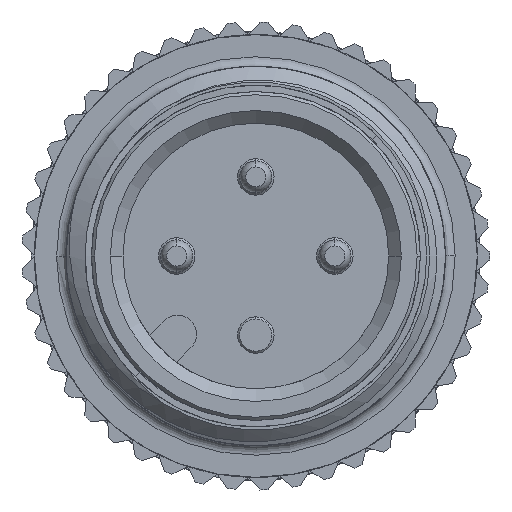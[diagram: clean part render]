
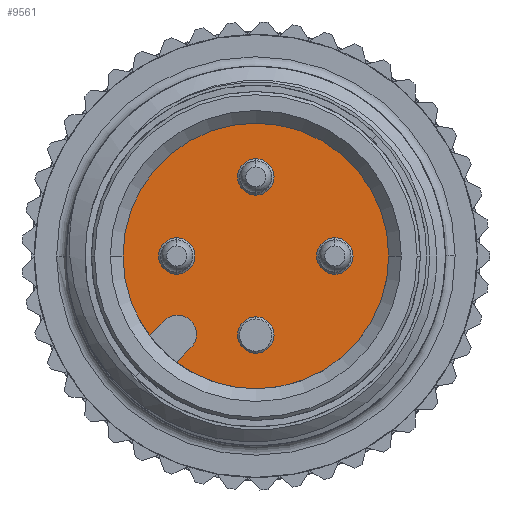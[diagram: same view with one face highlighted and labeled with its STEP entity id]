
A CAD part, front view. The second image highlights one B-rep face of the part: STEP entity #9561.
In plain terms, the highlighted face is planar.
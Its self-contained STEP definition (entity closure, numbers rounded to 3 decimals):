
#838=DIRECTION('',(-0.707,0.,0.707));
#839=VECTOR('',#838,0.657);
#840=CARTESIAN_POINT('',(2.515,-7.8,-3.364));
#841=LINE('',#840,#839);
#842=CARTESIAN_POINT('',(2.475,-7.8,-2.475));
#843=DIRECTION('',(0.,1.,0.));
#844=DIRECTION('',(-0.707,0.,-0.707));
#845=AXIS2_PLACEMENT_3D('',#842,#843,#844);
#847=DIRECTION('',(0.707,0.,-0.707));
#848=VECTOR('',#847,0.657);
#849=CARTESIAN_POINT('',(2.899,-7.8,-2.051));
#850=LINE('',#849,#848);
#851=CARTESIAN_POINT('',(0.,-7.8,0.));
#852=DIRECTION('',(0.,-1.,0.));
#853=DIRECTION('',(0.801,0.,-0.599));
#854=AXIS2_PLACEMENT_3D('',#851,#852,#853);
#856=CARTESIAN_POINT('',(0.,-7.8,0.));
#857=DIRECTION('',(0.,-1.,0.));
#858=DIRECTION('',(1.,0.,0.));
#859=AXIS2_PLACEMENT_3D('',#856,#857,#858);
#861=CARTESIAN_POINT('',(0.,-7.8,0.));
#862=DIRECTION('',(0.,-1.,0.));
#863=DIRECTION('',(-1.,0.,0.));
#864=AXIS2_PLACEMENT_3D('',#861,#862,#863);
#866=CARTESIAN_POINT('',(0.,-7.8,2.5));
#867=DIRECTION('',(0.,1.,0.));
#868=DIRECTION('',(0.,0.,-1.));
#869=AXIS2_PLACEMENT_3D('',#866,#867,#868);
#871=CARTESIAN_POINT('',(0.,-7.8,2.5));
#872=DIRECTION('',(0.,1.,0.));
#873=DIRECTION('',(0.,0.,1.));
#874=AXIS2_PLACEMENT_3D('',#871,#872,#873);
#876=CARTESIAN_POINT('',(-2.5,-7.8,0.));
#877=DIRECTION('',(0.,1.,0.));
#878=DIRECTION('',(0.,0.,-1.));
#879=AXIS2_PLACEMENT_3D('',#876,#877,#878);
#881=CARTESIAN_POINT('',(-2.5,-7.8,0.));
#882=DIRECTION('',(0.,1.,0.));
#883=DIRECTION('',(0.,0.,1.));
#884=AXIS2_PLACEMENT_3D('',#881,#882,#883);
#886=CARTESIAN_POINT('',(2.5,-7.8,0.));
#887=DIRECTION('',(0.,1.,0.));
#888=DIRECTION('',(0.,0.,-1.));
#889=AXIS2_PLACEMENT_3D('',#886,#887,#888);
#891=CARTESIAN_POINT('',(2.5,-7.8,0.));
#892=DIRECTION('',(0.,1.,0.));
#893=DIRECTION('',(0.,0.,1.));
#894=AXIS2_PLACEMENT_3D('',#891,#892,#893);
#896=CARTESIAN_POINT('',(0.,-7.8,-2.5));
#897=DIRECTION('',(0.,1.,0.));
#898=DIRECTION('',(0.,0.,-1.));
#899=AXIS2_PLACEMENT_3D('',#896,#897,#898);
#901=CARTESIAN_POINT('',(0.,-7.8,-2.5));
#902=DIRECTION('',(0.,1.,0.));
#903=DIRECTION('',(0.,0.,1.));
#904=AXIS2_PLACEMENT_3D('',#901,#902,#903);
#8178=CARTESIAN_POINT('',(4.2,-7.8,0.));
#8180=VERTEX_POINT('',#8178);
#8184=CARTESIAN_POINT('',(-4.2,-7.8,0.));
#8185=VERTEX_POINT('',#8184);
#8187=CARTESIAN_POINT('',(2.515,-7.8,-3.364));
#8189=VERTEX_POINT('',#8187);
#8190=CARTESIAN_POINT('',(3.364,-7.8,-2.515));
#8191=VERTEX_POINT('',#8190);
#8194=CARTESIAN_POINT('',(2.051,-7.8,-2.899));
#8195=VERTEX_POINT('',#8194);
#8198=CARTESIAN_POINT('',(2.899,-7.8,-2.051));
#8199=VERTEX_POINT('',#8198);
#8200=CARTESIAN_POINT('',(0.,-7.8,1.925));
#8201=CARTESIAN_POINT('',(0.,-7.8,3.075));
#8202=VERTEX_POINT('',#8200);
#8203=VERTEX_POINT('',#8201);
#8204=CARTESIAN_POINT('',(-2.5,-7.8,-0.575));
#8205=CARTESIAN_POINT('',(-2.5,-7.8,0.575));
#8206=VERTEX_POINT('',#8204);
#8207=VERTEX_POINT('',#8205);
#8208=CARTESIAN_POINT('',(2.5,-7.8,-0.575));
#8209=CARTESIAN_POINT('',(2.5,-7.8,0.575));
#8210=VERTEX_POINT('',#8208);
#8211=VERTEX_POINT('',#8209);
#8212=CARTESIAN_POINT('',(0.,-7.8,-3.075));
#8213=CARTESIAN_POINT('',(0.,-7.8,-1.925));
#8214=VERTEX_POINT('',#8212);
#8215=VERTEX_POINT('',#8213);
#9522=CARTESIAN_POINT('',(0.,-7.8,0.));
#9523=DIRECTION('',(0.,-1.,0.));
#9524=DIRECTION('',(-1.,0.,0.));
#9525=AXIS2_PLACEMENT_3D('',#9522,#9523,#9524);
#9526=PLANE('',#9525);
#9527=ORIENTED_EDGE('',*,*,#9512,.T.);
#9529=ORIENTED_EDGE('',*,*,#9528,.T.);
#9531=ORIENTED_EDGE('',*,*,#9530,.T.);
#9532=ORIENTED_EDGE('',*,*,#9498,.T.);
#9533=ORIENTED_EDGE('',*,*,#9480,.T.);
#9534=ORIENTED_EDGE('',*,*,#9492,.T.);
#9535=EDGE_LOOP('',(#9527,#9529,#9531,#9532,#9533,#9534));
#9536=FACE_OUTER_BOUND('',#9535,.F.);
#9538=ORIENTED_EDGE('',*,*,#9537,.T.);
#9540=ORIENTED_EDGE('',*,*,#9539,.T.);
#9541=EDGE_LOOP('',(#9538,#9540));
#9542=FACE_BOUND('',#9541,.F.);
#9544=ORIENTED_EDGE('',*,*,#9543,.T.);
#9546=ORIENTED_EDGE('',*,*,#9545,.T.);
#9547=EDGE_LOOP('',(#9544,#9546));
#9548=FACE_BOUND('',#9547,.F.);
#9550=ORIENTED_EDGE('',*,*,#9549,.T.);
#9552=ORIENTED_EDGE('',*,*,#9551,.T.);
#9553=EDGE_LOOP('',(#9550,#9552));
#9554=FACE_BOUND('',#9553,.F.);
#9556=ORIENTED_EDGE('',*,*,#9555,.T.);
#9558=ORIENTED_EDGE('',*,*,#9557,.T.);
#9559=EDGE_LOOP('',(#9556,#9558));
#9560=FACE_BOUND('',#9559,.F.);
#9561=ADVANCED_FACE('',(#9536,#9542,#9548,#9554,#9560),#9526,.F.);
#846=CIRCLE('',#845,0.6);
#855=CIRCLE('',#854,4.2);
#860=CIRCLE('',#859,4.2);
#865=CIRCLE('',#864,4.2);
#870=CIRCLE('',#869,0.575);
#875=CIRCLE('',#874,0.575);
#880=CIRCLE('',#879,0.575);
#885=CIRCLE('',#884,0.575);
#890=CIRCLE('',#889,0.575);
#895=CIRCLE('',#894,0.575);
#900=CIRCLE('',#899,0.575);
#905=CIRCLE('',#904,0.575);
#9480=EDGE_CURVE('',#8180,#8185,#860,.T.);
#9492=EDGE_CURVE('',#8185,#8189,#865,.T.);
#9498=EDGE_CURVE('',#8191,#8180,#855,.T.);
#9512=EDGE_CURVE('',#8189,#8195,#841,.T.);
#9528=EDGE_CURVE('',#8195,#8199,#846,.T.);
#9530=EDGE_CURVE('',#8199,#8191,#850,.T.);
#9537=EDGE_CURVE('',#8202,#8203,#870,.T.);
#9539=EDGE_CURVE('',#8203,#8202,#875,.T.);
#9543=EDGE_CURVE('',#8206,#8207,#880,.T.);
#9545=EDGE_CURVE('',#8207,#8206,#885,.T.);
#9549=EDGE_CURVE('',#8210,#8211,#890,.T.);
#9551=EDGE_CURVE('',#8211,#8210,#895,.T.);
#9555=EDGE_CURVE('',#8214,#8215,#900,.T.);
#9557=EDGE_CURVE('',#8215,#8214,#905,.T.);
